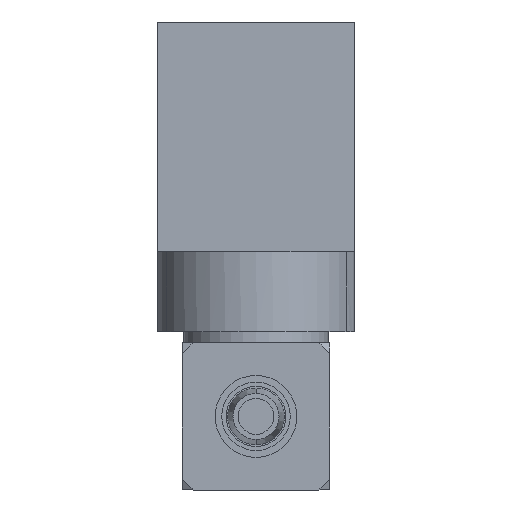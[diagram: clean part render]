
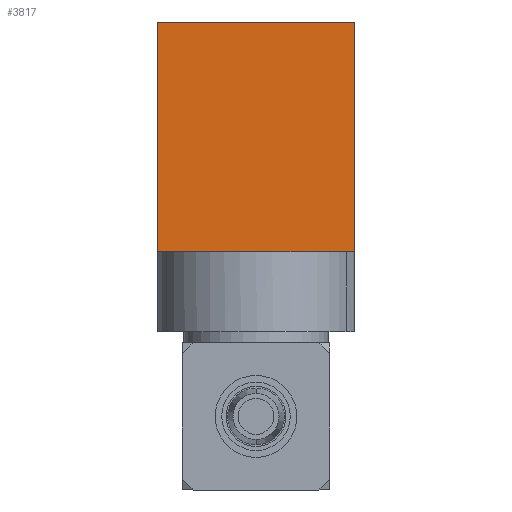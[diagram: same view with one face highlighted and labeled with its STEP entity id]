
A CAD part, front view. The second image highlights one B-rep face of the part: STEP entity #3817.
In plain terms, the highlighted planar face has unit normal (0, -1, 0).
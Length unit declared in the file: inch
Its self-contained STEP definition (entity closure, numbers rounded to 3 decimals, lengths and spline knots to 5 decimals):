
#59 = ORIENTED_EDGE ( 'NONE', *, *, #3297, .F. ) ;
#559 = ORIENTED_EDGE ( 'NONE', *, *, #2291, .T. ) ;
#685 = CARTESIAN_POINT ( 'NONE',  ( -0.185, -0.18494, -0.58065 ) ) ;
#794 = VERTEX_POINT ( 'NONE', #2482 ) ;
#930 = DIRECTION ( 'NONE',  ( 1., 0., 0. ) ) ;
#1263 = DIRECTION ( 'NONE',  ( 0., 0., 1. ) ) ;
#1264 = EDGE_LOOP ( 'NONE', ( #59, #6336, #559, #8997, #4888 ) ) ;
#1779 = VERTEX_POINT ( 'NONE', #2413 ) ;
#2291 = EDGE_CURVE ( 'NONE', #8741, #794, #3819, .T. ) ;
#2413 = CARTESIAN_POINT ( 'NONE',  ( 0.185, -0.18494, 0. ) ) ;
#2482 = CARTESIAN_POINT ( 'NONE',  ( 0.185, -0.18494, -0.43065 ) ) ;
#2502 = VECTOR ( 'NONE', #930, 39.37008 ) ;
#2555 = CARTESIAN_POINT ( 'NONE',  ( -0.185, -0.18494, -0.43065 ) ) ;
#2964 = VECTOR ( 'NONE', #6711, 39.37008 ) ;
#3265 = VERTEX_POINT ( 'NONE', #4712 ) ;
#3297 = EDGE_CURVE ( 'NONE', #4429, #3265, #4758, .T. ) ;
#3652 = LINE ( 'NONE', #8528, #2502 ) ;
#3817 = ADVANCED_FACE ( 'NONE', ( #4690 ), #7561, .T. ) ;
#3819 = LINE ( 'NONE', #4505, #2964 ) ;
#4032 = EDGE_CURVE ( 'NONE', #3265, #1779, #3652, .T. ) ;
#4429 = VERTEX_POINT ( 'NONE', #8778 ) ;
#4505 = CARTESIAN_POINT ( 'NONE',  ( -0.185, -0.18494, -0.43065 ) ) ;
#4690 = FACE_OUTER_BOUND ( 'NONE', #1264, .T. ) ;
#4712 = CARTESIAN_POINT ( 'NONE',  ( -0.185, -0.18494, 0. ) ) ;
#4758 = LINE ( 'NONE', #7634, #8575 ) ;
#4828 = DIRECTION ( 'NONE',  ( 0., 0., -1. ) ) ;
#4888 = ORIENTED_EDGE ( 'NONE', *, *, #4032, .F. ) ;
#4965 = EDGE_CURVE ( 'NONE', #4429, #8741, #8921, .T. ) ;
#5308 = AXIS2_PLACEMENT_3D ( 'NONE', #685, #9089, #4828 ) ;
#5558 = VECTOR ( 'NONE', #6036, 39.37008 ) ;
#5712 = EDGE_CURVE ( 'NONE', #794, #1779, #7534, .T. ) ;
#6036 = DIRECTION ( 'NONE',  ( 0., 0., 1. ) ) ;
#6336 = ORIENTED_EDGE ( 'NONE', *, *, #4965, .T. ) ;
#6711 = DIRECTION ( 'NONE',  ( 1., 0., 0. ) ) ;
#6726 = CARTESIAN_POINT ( 'NONE',  ( -0.00064, -0.18494, -0.43065 ) ) ;
#7531 = DIRECTION ( 'NONE',  ( 1., 0., 0. ) ) ;
#7534 = LINE ( 'NONE', #7583, #5558 ) ;
#7561 = PLANE ( 'NONE',  #5308 ) ;
#7583 = CARTESIAN_POINT ( 'NONE',  ( 0.185, -0.18494, -0.58065 ) ) ;
#7634 = CARTESIAN_POINT ( 'NONE',  ( -0.185, -0.18494, -0.58065 ) ) ;
#8267 = VECTOR ( 'NONE', #7531, 39.37008 ) ;
#8528 = CARTESIAN_POINT ( 'NONE',  ( -0.185, -0.18494, 0. ) ) ;
#8575 = VECTOR ( 'NONE', #1263, 39.37008 ) ;
#8741 = VERTEX_POINT ( 'NONE', #6726 ) ;
#8778 = CARTESIAN_POINT ( 'NONE',  ( -0.185, -0.18494, -0.43065 ) ) ;
#8921 = LINE ( 'NONE', #2555, #8267 ) ;
#8997 = ORIENTED_EDGE ( 'NONE', *, *, #5712, .T. ) ;
#9089 = DIRECTION ( 'NONE',  ( 0., -1., 0. ) ) ;
